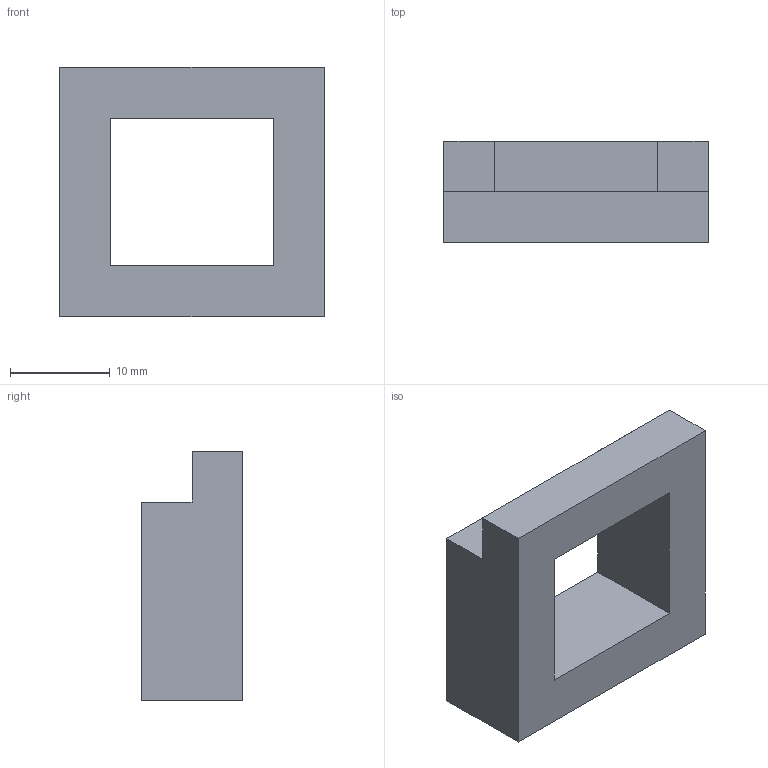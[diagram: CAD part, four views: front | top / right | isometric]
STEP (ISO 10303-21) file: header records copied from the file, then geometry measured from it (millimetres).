
FILE_DESCRIPTION(/* description */ (''),/* implementation_level */ '2;1');
FILE_NAME(/* name */ 'RJ45Adapter.step',/* time_stamp */ '2025-11-04T09:56:11-05:00',/* author */ ('Martin'),/* organization */ (''),/* preprocessor_version */ 'ST-DEVELOPER v19.2',/* originating_system */ 'Autodesk Inventor 2024',/* authorisation */ '');
FILE_SCHEMA (('AUTOMOTIVE_DESIGN { 1 0 10303 214 3 1 1 }'));
Length unit declared in the file: inch
Products named in the file (1): RJ45Adapter
Bounding box: 26.54 x 10.16 x 25.02 mm (x, y, z)
Volume: 3570.7 mm3; surface area: 2343.8 mm2
Topology: 1 solids, 1 shells, 15 faces, 37 edges, 24 vertices
Faces by surface type: plane 14, cylinder 1
Full cylindrical faces by diameter (mm): 1.905 x1
Entity records: 486 total; most frequent: CARTESIAN_POINT 77, ORIENTED_EDGE 74, DIRECTION 71, EDGE_CURVE 37, LINE 35, VECTOR 35, VERTEX_POINT 24, AXIS2_PLACEMENT_3D 18
